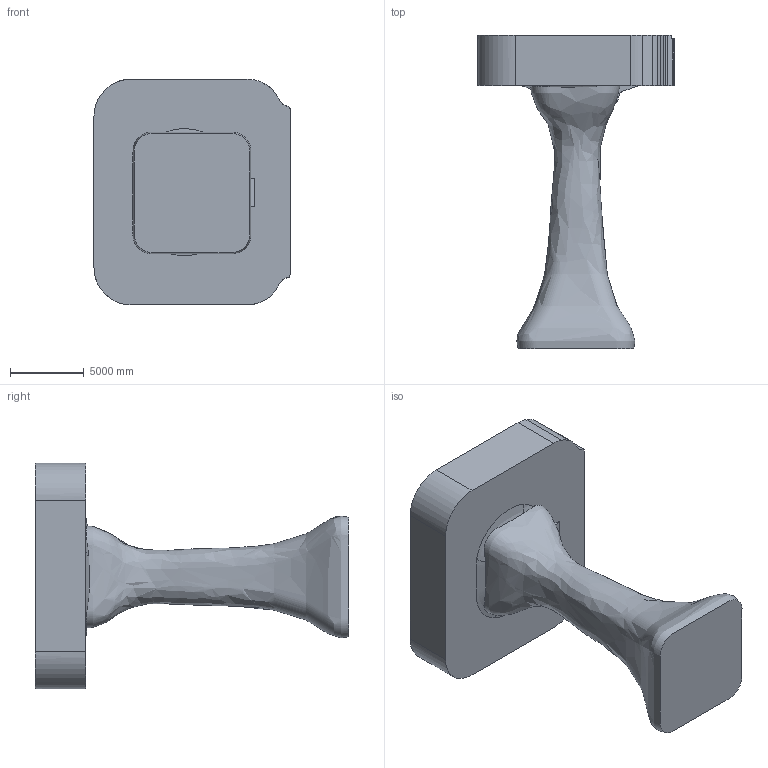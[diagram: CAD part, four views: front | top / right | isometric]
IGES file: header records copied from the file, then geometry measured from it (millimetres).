
Global section: file name: 80035; native system: AutoCAD 2016 - English; preprocessor: Autodesk Translation Framework DWG producer (atf_dwg_producer); organization: unknown; date: 20170210.122456; units: inch
Bounding box: 13335 x 21336 x 15367 mm (x, y, z)
Volume: 958196140967.3 mm3; surface area: 1061032736.2 mm2
Topology: 2 solids, 2 shells, 104 faces, 314 edges, 215 vertices
Faces by surface type: bspline 104
